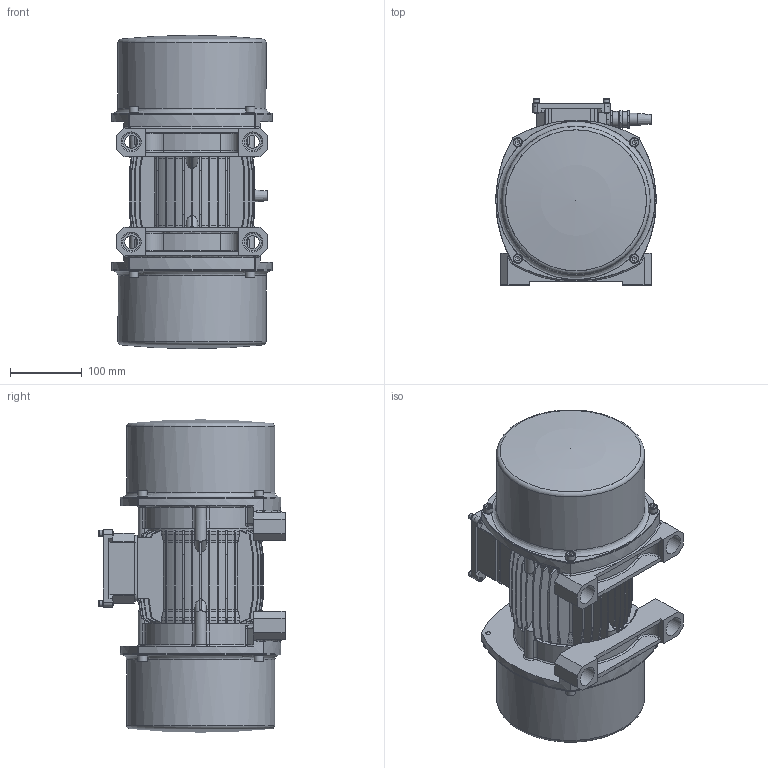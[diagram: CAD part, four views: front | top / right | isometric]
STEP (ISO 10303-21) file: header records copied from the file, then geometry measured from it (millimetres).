
FILE_DESCRIPTION((''),'2;1');
FILE_NAME('A50-75-6 nativ1.stp','2010-02-24T11:24:35',('Doris'),(''),'Autodesk Inventor 2008','Autodesk Inventor 2008','');
FILE_SCHEMA(('AUTOMOTIVE_DESIGN { 1 0 10303 214 1 1 1 1 }'));
Length unit declared in the file: millimetre
Products named in the file (4): A50-75-6 nativ; A50-75-6 nativ_neu_1; A50-75-6 nativ_neu_2; A50-75-6 nativ_neu_3
Assembly tree (3 placements, depth 2):
  A50-75-6 nativ
    A50-75-6 nativ_neu_1
    A50-75-6 nativ_neu_2
    A50-75-6 nativ_neu_3
Bounding box: 224 x 260.1 x 437.6 mm (x, y, z)
Volume: 2985140.5 mm3; surface area: 1113585.2 mm2
Topology: 3 solids, 7 shells, 1531 faces, 4057 edges, 2612 vertices
Faces by surface type: plane 630, cylinder 344, cone 255, bspline 183, torus 105, sphere 14
Full cylindrical faces by diameter (mm): 4.134 x1, 4.917 x10, 5 x8, 5.3 x4, 5.5 x4, 6.647 x4, 7 x8, 8 x8, 8.4 x8, 8.5 x8, 9 x4, 10 x8, 12 x8, 13 x16, 16.5 x1, 17 x2, 18 x5, 20 x2, 21 x1, 22 x2, 23.376 x2, 28 x4, 30.6 x2, 60 x2, 72 x2, 132 x2, 135 x1, 142 x2, 194 x2, 198 x2
Entity records: 53894 total; most frequent: CARTESIAN_POINT 16548, ORIENTED_EDGE 7416, DIRECTION 7261, EDGE_CURVE 3708, AXIS2_PLACEMENT_3D 2929, VERTEX_POINT 2519, EDGE_LOOP 1913, CIRCLE 1555
